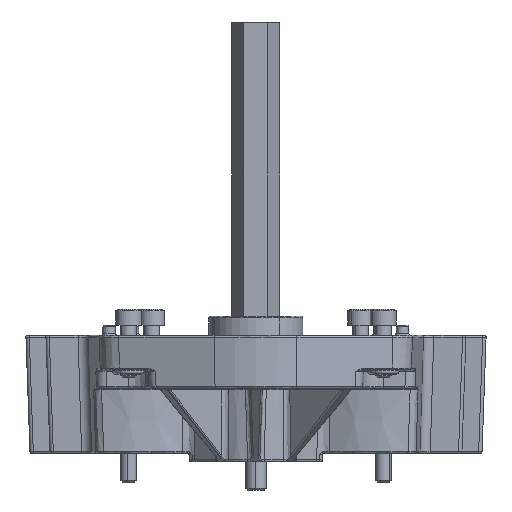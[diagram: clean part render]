
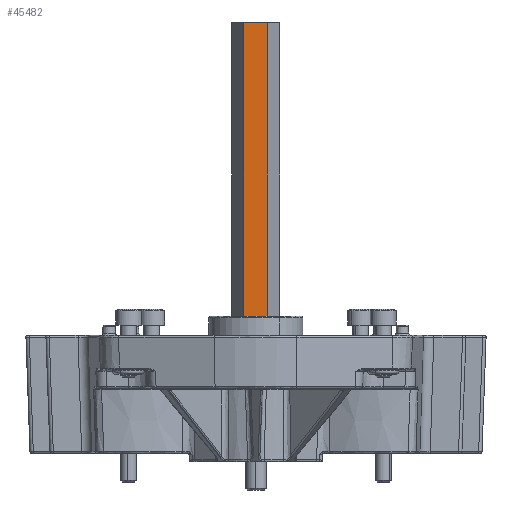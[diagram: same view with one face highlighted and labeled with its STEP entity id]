
A CAD part, front view. The second image highlights one B-rep face of the part: STEP entity #45482.
In plain terms, the highlighted face is planar.
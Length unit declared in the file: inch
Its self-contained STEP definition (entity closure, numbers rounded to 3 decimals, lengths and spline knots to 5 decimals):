
#1079 = PLANE ( 'NONE',  #59453 ) ;
#5405 = LINE ( 'NONE', #21280, #75511 ) ;
#6140 = DIRECTION ( 'NONE',  ( 0., 1., 0. ) ) ;
#6785 = EDGE_CURVE ( 'NONE', #52334, #80117, #86667, .T. ) ;
#7653 = DIRECTION ( 'NONE',  ( 0., 1., 0. ) ) ;
#12405 = EDGE_CURVE ( 'NONE', #78195, #66340, #37994, .T. ) ;
#14481 = CARTESIAN_POINT ( 'NONE',  ( -1.65249, -1., -0.40626 ) ) ;
#14683 = CARTESIAN_POINT ( 'NONE',  ( -1.65249, -1., -0.40626 ) ) ;
#14791 = DIRECTION ( 'NONE',  ( -1., 0., 0. ) ) ;
#19759 = CARTESIAN_POINT ( 'NONE',  ( -1.36382, -1., -0.40626 ) ) ;
#21280 = CARTESIAN_POINT ( 'NONE',  ( -1.65249, 3.8121, -0.40626 ) ) ;
#23479 = ORIENTED_EDGE ( 'NONE', *, *, #25144, .F. ) ;
#25144 = EDGE_CURVE ( 'NONE', #52334, #78195, #54391, .T. ) ;
#28840 = DIRECTION ( 'NONE',  ( -1., 0., 0. ) ) ;
#35147 = DIRECTION ( 'NONE',  ( 0., 0., 1. ) ) ;
#37994 = LINE ( 'NONE', #14481, #71963 ) ;
#42044 = ORIENTED_EDGE ( 'NONE', *, *, #12405, .F. ) ;
#45482 = ADVANCED_FACE ( 'NONE', ( #75164 ), #1079, .T. ) ;
#48997 = CARTESIAN_POINT ( 'NONE',  ( -1.65249, -0.418, -0.40626 ) ) ;
#52334 = VERTEX_POINT ( 'NONE', #57019 ) ;
#53258 = CARTESIAN_POINT ( 'NONE',  ( -1.36382, 3.8121, -0.40626 ) ) ;
#54391 = LINE ( 'NONE', #48997, #70368 ) ;
#57019 = CARTESIAN_POINT ( 'NONE',  ( -1.36382, -0.418, -0.40626 ) ) ;
#59453 = AXIS2_PLACEMENT_3D ( 'NONE', #14683, #35147, #82672 ) ;
#60478 = CARTESIAN_POINT ( 'NONE',  ( -1.65249, -0.418, -0.40626 ) ) ;
#66340 = VERTEX_POINT ( 'NONE', #77612 ) ;
#67977 = ORIENTED_EDGE ( 'NONE', *, *, #74376, .T. ) ;
#69162 = EDGE_LOOP ( 'NONE', ( #75284, #67977, #42044, #23479 ) ) ;
#70368 = VECTOR ( 'NONE', #28840, 39.37008 ) ;
#71963 = VECTOR ( 'NONE', #7653, 39.37008 ) ;
#74376 = EDGE_CURVE ( 'NONE', #80117, #66340, #5405, .T. ) ;
#75164 = FACE_OUTER_BOUND ( 'NONE', #69162, .T. ) ;
#75284 = ORIENTED_EDGE ( 'NONE', *, *, #6785, .T. ) ;
#75511 = VECTOR ( 'NONE', #14791, 39.37008 ) ;
#77612 = CARTESIAN_POINT ( 'NONE',  ( -1.65249, 3.8121, -0.40626 ) ) ;
#78195 = VERTEX_POINT ( 'NONE', #60478 ) ;
#80117 = VERTEX_POINT ( 'NONE', #53258 ) ;
#82672 = DIRECTION ( 'NONE',  ( 1., 0., 0. ) ) ;
#84544 = VECTOR ( 'NONE', #6140, 39.37008 ) ;
#86667 = LINE ( 'NONE', #19759, #84544 ) ;
